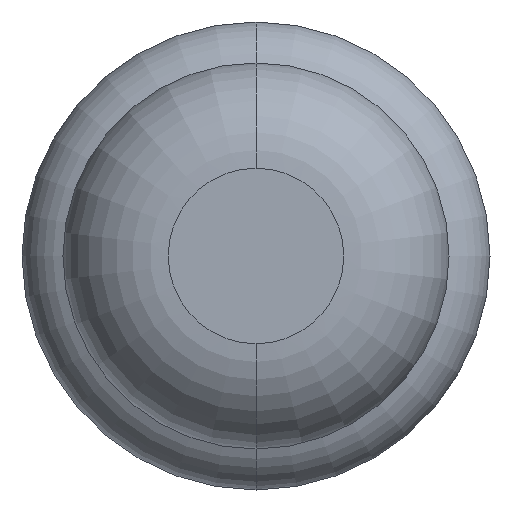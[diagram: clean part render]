
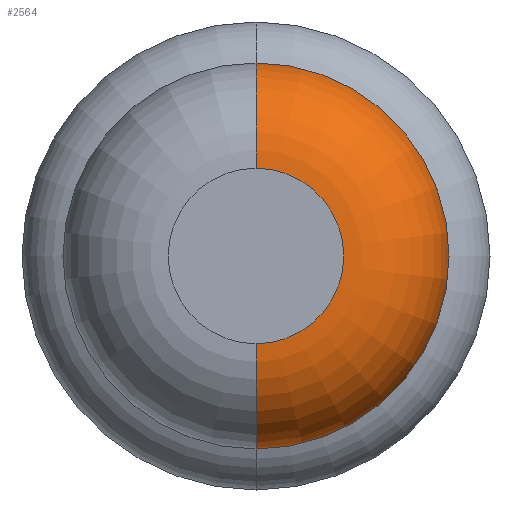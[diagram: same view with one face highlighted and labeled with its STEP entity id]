
A CAD part, front view. The second image highlights one B-rep face of the part: STEP entity #2564.
In plain terms, the highlighted toroidal (fillet/blend) face has major radius 0.375 mm and minor radius 0.45 mm.
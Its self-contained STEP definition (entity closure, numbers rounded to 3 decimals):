
#25 = DIRECTION ( 'NONE',  ( 0., 0., -1. ) ) ;
#214 = AXIS2_PLACEMENT_3D ( 'NONE', #522, #1593, #25 ) ;
#228 = DIRECTION ( 'NONE',  ( 0., 1., 0. ) ) ;
#377 = AXIS2_PLACEMENT_3D ( 'NONE', #1816, #1263, #3390 ) ;
#522 = CARTESIAN_POINT ( 'NONE',  ( 0., -29.95, -0.375 ) ) ;
#547 = CIRCLE ( 'NONE', #377, 0.375 ) ;
#658 = EDGE_CURVE ( 'NONE', #1717, #2114, #3268, .T. ) ;
#735 = DIRECTION ( 'NONE',  ( -1., 0., 0. ) ) ;
#740 = DIRECTION ( 'NONE',  ( 0., 0., 1. ) ) ;
#744 = TOROIDAL_SURFACE ( 'NONE', #3033, 0.375, 0.45 ) ;
#972 = ORIENTED_EDGE ( 'NONE', *, *, #658, .F. ) ;
#1000 = DIRECTION ( 'NONE',  ( 0., 0., 1. ) ) ;
#1135 = EDGE_CURVE ( 'NONE', #1379, #2671, #1369, .T. ) ;
#1263 = DIRECTION ( 'NONE',  ( 0., 1., 0. ) ) ;
#1369 = CIRCLE ( 'NONE', #214, 0.45 ) ;
#1379 = VERTEX_POINT ( 'NONE', #2616 ) ;
#1593 = DIRECTION ( 'NONE',  ( 1., 0., 0. ) ) ;
#1631 = ORIENTED_EDGE ( 'NONE', *, *, #2261, .T. ) ;
#1639 = AXIS2_PLACEMENT_3D ( 'NONE', #2306, #735, #1000 ) ;
#1655 = FACE_OUTER_BOUND ( 'NONE', #3193, .T. ) ;
#1680 = CARTESIAN_POINT ( 'NONE',  ( 0., -29.95, 0. ) ) ;
#1717 = VERTEX_POINT ( 'NONE', #2272 ) ;
#1816 = CARTESIAN_POINT ( 'NONE',  ( 0., -30.4, 0. ) ) ;
#1950 = DIRECTION ( 'NONE',  ( 0., 1., 0. ) ) ;
#2045 = CARTESIAN_POINT ( 'NONE',  ( 0., -29.95, 0. ) ) ;
#2114 = VERTEX_POINT ( 'NONE', #2208 ) ;
#2204 = DIRECTION ( 'NONE',  ( 0., 0., 1. ) ) ;
#2208 = CARTESIAN_POINT ( 'NONE',  ( 0., -29.95, 0.825 ) ) ;
#2261 = EDGE_CURVE ( 'Defeature ausgef�hrt1_6+Defeature ausgef�hrt1_5+Defeature ausgef�hrt1_5+Defeature ausgef�hrt1_5', #1717, #1379, #547, .T. ) ;
#2272 = CARTESIAN_POINT ( 'NONE',  ( 0., -30.4, 0.375 ) ) ;
#2306 = CARTESIAN_POINT ( 'NONE',  ( 0., -29.95, 0.375 ) ) ;
#2434 = AXIS2_PLACEMENT_3D ( 'NONE', #2045, #228, #740 ) ;
#2435 = CIRCLE ( 'NONE', #2434, 0.825 ) ;
#2532 = CARTESIAN_POINT ( 'NONE',  ( 0., -29.95, -0.825 ) ) ;
#2564 = ADVANCED_FACE ( 'Defeature ausgef�hrt1_6', ( #1655 ), #744, .T. ) ;
#2616 = CARTESIAN_POINT ( 'NONE',  ( 0., -30.4, -0.375 ) ) ;
#2671 = VERTEX_POINT ( 'NONE', #2532 ) ;
#2716 = ORIENTED_EDGE ( 'NONE', *, *, #1135, .T. ) ;
#2725 = ORIENTED_EDGE ( 'NONE', *, *, #2763, .F. ) ;
#2763 = EDGE_CURVE ( 'Defeature ausgef�hrt1_7+Defeature ausgef�hrt1_6+Defeature ausgef�hrt1_6+Defeature ausgef�hrt1_6', #2114, #2671, #2435, .T. ) ;
#3033 = AXIS2_PLACEMENT_3D ( 'NONE', #1680, #1950, #2204 ) ;
#3193 = EDGE_LOOP ( 'NONE', ( #1631, #2716, #2725, #972 ) ) ;
#3268 = CIRCLE ( 'NONE', #1639, 0.45 ) ;
#3390 = DIRECTION ( 'NONE',  ( 0., 0., 1. ) ) ;
